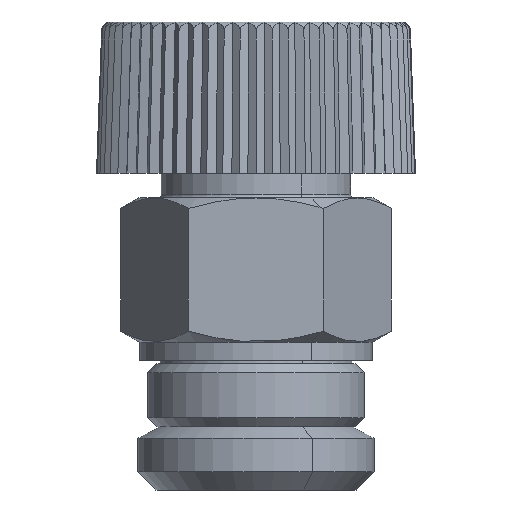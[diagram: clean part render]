
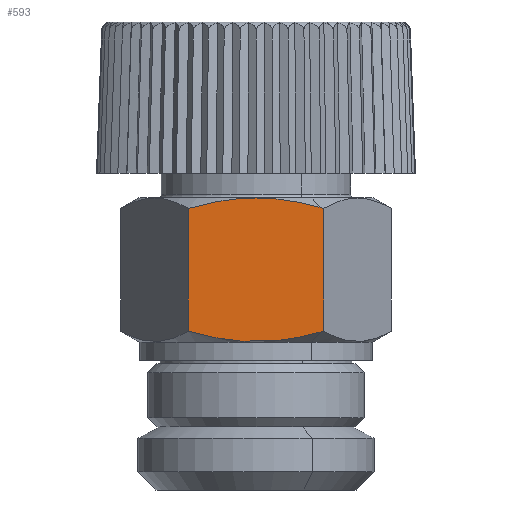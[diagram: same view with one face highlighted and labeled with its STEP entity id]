
A CAD part, front view. The second image highlights one B-rep face of the part: STEP entity #593.
In plain terms, the highlighted planar face has unit normal (0, -1, 0).
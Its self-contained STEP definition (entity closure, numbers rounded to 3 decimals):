
#196=CARTESIAN_POINT('Vertex',(3.551,-6.5,8.752)) ;
#228=CARTESIAN_POINT('Vertex',(3.753,-6.5,8.809)) ;
#232=CARTESIAN_POINT('Control Point',(3.551,-6.5,8.752)) ;
#233=CARTESIAN_POINT('Control Point',(3.618,-6.5,8.771)) ;
#234=CARTESIAN_POINT('Control Point',(3.685,-6.5,8.79)) ;
#235=CARTESIAN_POINT('Control Point',(3.753,-6.5,8.809)) ;
#253=CARTESIAN_POINT('Control Point',(3.551,-6.5,8.752)) ;
#254=CARTESIAN_POINT('Control Point',(2.051,-6.5,8.337)) ;
#255=CARTESIAN_POINT('Control Point',(0.588,-6.5,8.104)) ;
#256=CARTESIAN_POINT('Control Point',(-0.777,-6.5,8.117)) ;
#257=CARTESIAN_POINT('Control Point',(-2.249,-6.5,8.375)) ;
#258=CARTESIAN_POINT('Control Point',(-3.753,-6.5,8.809)) ;
#259=CARTESIAN_POINT('Vertex',(-3.753,-6.5,8.809)) ;
#522=CARTESIAN_POINT('Vertex',(3.753,-6.5,15.619)) ;
#525=CARTESIAN_POINT('Line Origine',(3.753,-6.5,12.214)) ;
#538=CARTESIAN_POINT('Axis2P3D Location',(-3.753,-6.5,0.)) ;
#544=CARTESIAN_POINT('Control Point',(3.551,-6.5,15.677)) ;
#545=CARTESIAN_POINT('Control Point',(3.591,-6.5,15.665)) ;
#546=CARTESIAN_POINT('Control Point',(3.632,-6.5,15.654)) ;
#547=CARTESIAN_POINT('Control Point',(3.672,-6.5,15.643)) ;
#548=CARTESIAN_POINT('Control Point',(3.712,-6.5,15.631)) ;
#549=CARTESIAN_POINT('Control Point',(3.753,-6.5,15.619)) ;
#550=CARTESIAN_POINT('Vertex',(3.551,-6.5,15.677)) ;
#554=CARTESIAN_POINT('Control Point',(0.,-6.5,16.2)) ;
#555=CARTESIAN_POINT('Control Point',(0.301,-6.5,16.2)) ;
#556=CARTESIAN_POINT('Control Point',(0.601,-6.5,16.19)) ;
#557=CARTESIAN_POINT('Control Point',(0.902,-6.5,16.17)) ;
#558=CARTESIAN_POINT('Control Point',(1.604,-6.5,16.1)) ;
#559=CARTESIAN_POINT('Control Point',(2.315,-6.5,15.978)) ;
#560=CARTESIAN_POINT('Control Point',(2.723,-6.5,15.893)) ;
#561=CARTESIAN_POINT('Control Point',(3.136,-6.5,15.791)) ;
#562=CARTESIAN_POINT('Control Point',(3.551,-6.5,15.677)) ;
#563=CARTESIAN_POINT('Vertex',(0.,-6.5,16.2)) ;
#567=CARTESIAN_POINT('Control Point',(-3.753,-6.5,15.619)) ;
#568=CARTESIAN_POINT('Control Point',(-3.296,-6.5,15.751)) ;
#569=CARTESIAN_POINT('Control Point',(-2.842,-6.5,15.867)) ;
#570=CARTESIAN_POINT('Control Point',(-2.394,-6.5,15.965)) ;
#571=CARTESIAN_POINT('Control Point',(-1.643,-6.5,16.096)) ;
#572=CARTESIAN_POINT('Control Point',(-0.902,-6.5,16.17)) ;
#573=CARTESIAN_POINT('Control Point',(-0.601,-6.5,16.19)) ;
#574=CARTESIAN_POINT('Control Point',(-0.301,-6.5,16.2)) ;
#575=CARTESIAN_POINT('Control Point',(0.,-6.5,16.2)) ;
#576=CARTESIAN_POINT('Vertex',(-3.753,-6.5,15.619)) ;
#579=CARTESIAN_POINT('Line Origine',(-3.753,-6.5,12.214)) ;
#527=VECTOR('Line Direction',#526,1.) ;
#581=VECTOR('Line Direction',#580,1.) ;
#526=DIRECTION('Vector Direction',(0.,0.,1.)) ;
#539=DIRECTION('Axis2P3D Direction',(0.,-1.,0.)) ;
#540=DIRECTION('Axis2P3D XDirection',(1.,0.,0.)) ;
#580=DIRECTION('Vector Direction',(0.,0.,1.)) ;
#541=AXIS2_PLACEMENT_3D('Plane Axis2P3D',#538,#539,#540) ;
#528=LINE('Line',#525,#527) ;
#582=LINE('Line',#579,#581) ;
#542=PLANE('',#541) ;
#236=EDGE_CURVE('',#197,#229,#231,.T.) ;
#261=EDGE_CURVE('',#197,#260,#252,.T.) ;
#529=EDGE_CURVE('',#229,#523,#528,.T.) ;
#552=EDGE_CURVE('',#551,#523,#543,.T.) ;
#565=EDGE_CURVE('',#564,#551,#553,.T.) ;
#578=EDGE_CURVE('',#577,#564,#566,.T.) ;
#583=EDGE_CURVE('',#260,#577,#582,.T.) ;
#585=ORIENTED_EDGE('',*,*,#261,.F.) ;
#586=ORIENTED_EDGE('',*,*,#236,.T.) ;
#587=ORIENTED_EDGE('',*,*,#529,.T.) ;
#588=ORIENTED_EDGE('',*,*,#552,.F.) ;
#589=ORIENTED_EDGE('',*,*,#565,.F.) ;
#590=ORIENTED_EDGE('',*,*,#578,.F.) ;
#591=ORIENTED_EDGE('',*,*,#583,.F.) ;
#584=EDGE_LOOP('',(#585,#586,#587,#588,#589,#590,#591)) ;
#197=VERTEX_POINT('',#196) ;
#229=VERTEX_POINT('',#228) ;
#260=VERTEX_POINT('',#259) ;
#523=VERTEX_POINT('',#522) ;
#551=VERTEX_POINT('',#550) ;
#564=VERTEX_POINT('',#563) ;
#577=VERTEX_POINT('',#576) ;
#593=ADVANCED_FACE('PartBody',(#592),#542,.T.) ;
#231=B_SPLINE_CURVE_WITH_KNOTS('',3,(#232,#233,#234,#235),.UNSPECIFIED.,.F.,.U.,(4,4),(0.,0.303),.UNSPECIFIED.) ;
#252=B_SPLINE_CURVE_WITH_KNOTS('',5,(#253,#254,#255,#256,#257,#258),.UNSPECIFIED.,.F.,.U.,(6,6),(0.,11.271),.UNSPECIFIED.) ;
#543=B_SPLINE_CURVE_WITH_KNOTS('',5,(#544,#545,#546,#547,#548,#549),.UNSPECIFIED.,.F.,.U.,(6,6),(0.,0.303),.UNSPECIFIED.) ;
#553=B_SPLINE_CURVE_WITH_KNOTS('',5,(#554,#555,#556,#557,#558,#559,#560,#561,#562),.UNSPECIFIED.,.F.,.U.,(6,3,6),(5.797,8.165,11.29),.UNSPECIFIED.) ;
#566=B_SPLINE_CURVE_WITH_KNOTS('',5,(#567,#568,#569,#570,#571,#572,#573,#574,#575),.UNSPECIFIED.,.F.,.U.,(6,3,6),(0.,3.428,5.797),.UNSPECIFIED.) ;
#592=FACE_OUTER_BOUND('',#584,.T.) ;
